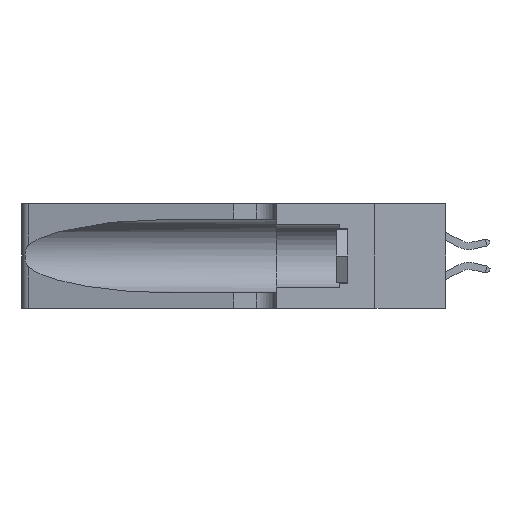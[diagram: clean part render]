
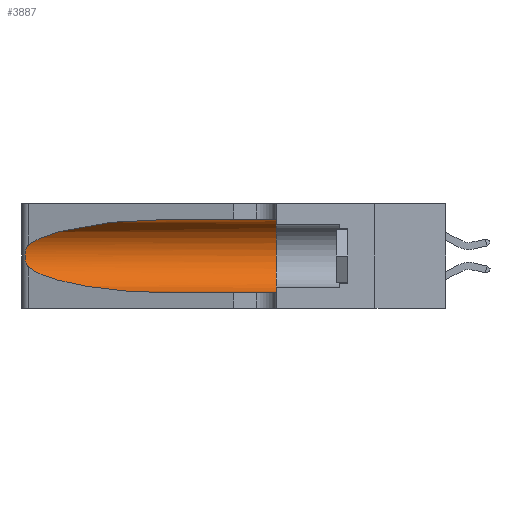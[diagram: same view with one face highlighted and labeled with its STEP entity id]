
A CAD part, left-side view. The second image highlights one B-rep face of the part: STEP entity #3887.
In plain terms, the highlighted cylindrical face has radius 3.308 mm (diameter 6.617 mm), a partial arc.
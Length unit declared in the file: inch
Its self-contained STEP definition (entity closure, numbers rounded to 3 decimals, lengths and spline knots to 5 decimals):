
#240 = CARTESIAN_POINT ( 'NONE',  ( 0.26018, 1.23835, 0.19895 ) ) ;
#561 = B_SPLINE_CURVE_WITH_KNOTS ( 'NONE', 3,
 ( #23610, #8628, #10784, #2142, #2395, #240, #25486, #8531, #15117, #19413, #27536, #4218, #12759, #4297 ),
 .UNSPECIFIED., .F., .F.,
 ( 4, 2, 2, 2, 2, 2, 4 ),
 ( 0., 0.00027, 0.00053, 0.00107, 0.0016, 0.00187, 0.00214 ),
 .UNSPECIFIED. ) ;
#842 = ORIENTED_EDGE ( 'NONE', *, *, #7115, .T. ) ;
#2091 = DIRECTION ( 'NONE',  ( 0., -1., 0. ) ) ;
#2142 = CARTESIAN_POINT ( 'NONE',  ( 0.25787, 1.23484, 0.2124 ) ) ;
#2395 = CARTESIAN_POINT ( 'NONE',  ( 0.25854, 1.2359, 0.20912 ) ) ;
#2406 = FACE_OUTER_BOUND ( 'NONE', #12771, .T. ) ;
#3328 = CARTESIAN_POINT ( 'NONE',  ( 0.25487, 1.22718, 0.22369 ) ) ;
#3349 = CARTESIAN_POINT ( 'NONE',  ( 0.2373, 1.15595, 0.08982 ) ) ;
#3887 = ADVANCED_FACE ( 'NONE', ( #2406 ), #19049, .F. ) ;
#4218 = CARTESIAN_POINT ( 'NONE',  ( 0.25639, 1.23186, 0.15144 ) ) ;
#4297 = CARTESIAN_POINT ( 'NONE',  ( 0.25487, 1.22718, 0.14631 ) ) ;
#4340 = DIRECTION ( 'NONE',  ( 0., 0., 1. ) ) ;
#4483 = CARTESIAN_POINT ( 'NONE',  ( 0.1305, 0.72297, 0.31525 ) ) ;
#4664 =( BOUNDED_CURVE ( )  B_SPLINE_CURVE ( 3, ( #22293, #13620, #24410, #3328 ),
 .UNSPECIFIED., .F., .F. ) 
 B_SPLINE_CURVE_WITH_KNOTS ( ( 4, 4 ),
 ( 1.5708, 2.84003 ),
 .UNSPECIFIED. ) 
 CURVE ( )  GEOMETRIC_REPRESENTATION_ITEM ( )  RATIONAL_B_SPLINE_CURVE ( ( 1., 0.87, 0.87, 1. ) ) 
 REPRESENTATION_ITEM ( '' )  );
#4911 = CIRCLE ( 'NONE', #14246, 0.13025 ) ;
#4959 = VERTEX_POINT ( 'NONE', #24925 ) ;
#6211 = VERTEX_POINT ( 'NONE', #20773 ) ;
#6913 = CARTESIAN_POINT ( 'NONE',  ( 0.25487, 1.22718, 0.14631 ) ) ;
#7115 = EDGE_CURVE ( 'NONE', #15316, #9714, #22045, .T. ) ;
#8166 = DIRECTION ( 'NONE',  ( 0., 0., -1. ) ) ;
#8214 = LINE ( 'NONE', #8988, #19868 ) ;
#8344 = DIRECTION ( 'NONE',  ( 0., -1., 0. ) ) ;
#8531 = CARTESIAN_POINT ( 'NONE',  ( 0.26075, 1.23896, 0.178 ) ) ;
#8628 = CARTESIAN_POINT ( 'NONE',  ( 0.25555, 1.22994, 0.2215 ) ) ;
#8988 = CARTESIAN_POINT ( 'NONE',  ( 0.1305, 1.61858, 0.31525 ) ) ;
#9714 = VERTEX_POINT ( 'NONE', #22829 ) ;
#9753 = CARTESIAN_POINT ( 'NONE',  ( 0.1305, 0.72297, 0.05475 ) ) ;
#10457 = EDGE_CURVE ( 'NONE', #18634, #16117, #8214, .T. ) ;
#10784 = CARTESIAN_POINT ( 'NONE',  ( 0.25639, 1.23184, 0.21858 ) ) ;
#11222 = ORIENTED_EDGE ( 'NONE', *, *, #26065, .F. ) ;
#11428 = EDGE_CURVE ( 'NONE', #9714, #6211, #22855, .T. ) ;
#12759 = CARTESIAN_POINT ( 'NONE',  ( 0.25555, 1.22993, 0.14849 ) ) ;
#12771 = EDGE_LOOP ( 'NONE', ( #20715, #22745, #842, #25193, #11222, #15187 ) ) ;
#12869 = DIRECTION ( 'NONE',  ( 0., 1., 0. ) ) ;
#13067 = CARTESIAN_POINT ( 'NONE',  ( 0.1305, 0.35, 0.31525 ) ) ;
#13620 = CARTESIAN_POINT ( 'NONE',  ( 0.18966, 0.96281, 0.31525 ) ) ;
#14246 = AXIS2_PLACEMENT_3D ( 'NONE', #18933, #12869, #4340 ) ;
#14389 = EDGE_CURVE ( 'NONE', #18634, #4959, #4664, .T. ) ;
#14494 = CARTESIAN_POINT ( 'NONE',  ( 0.1305, 1.61858, 0.185 ) ) ;
#14812 = CARTESIAN_POINT ( 'NONE',  ( 0.1305, 1.61858, 0.05475 ) ) ;
#15117 = CARTESIAN_POINT ( 'NONE',  ( 0.26017, 1.23833, 0.17102 ) ) ;
#15130 = AXIS2_PLACEMENT_3D ( 'NONE', #14494, #8344, #8166 ) ;
#15187 = ORIENTED_EDGE ( 'NONE', *, *, #10457, .F. ) ;
#15316 = VERTEX_POINT ( 'NONE', #6913 ) ;
#16117 = VERTEX_POINT ( 'NONE', #13067 ) ;
#17133 = VECTOR ( 'NONE', #2091, 39.37008 ) ;
#18194 = CARTESIAN_POINT ( 'NONE',  ( 0.18966, 0.96281, 0.05475 ) ) ;
#18203 = EDGE_CURVE ( 'NONE', #4959, #15316, #561, .T. ) ;
#18634 = VERTEX_POINT ( 'NONE', #4483 ) ;
#18933 = CARTESIAN_POINT ( 'NONE',  ( 0.1305, 0.35, 0.185 ) ) ;
#19049 = CYLINDRICAL_SURFACE ( 'NONE', #15130, 0.13025 ) ;
#19413 = CARTESIAN_POINT ( 'NONE',  ( 0.25856, 1.23593, 0.16098 ) ) ;
#19868 = VECTOR ( 'NONE', #27518, 39.37008 ) ;
#20715 = ORIENTED_EDGE ( 'NONE', *, *, #14389, .T. ) ;
#20773 = CARTESIAN_POINT ( 'NONE',  ( 0.1305, 0.35, 0.05475 ) ) ;
#22045 =( BOUNDED_CURVE ( )  B_SPLINE_CURVE ( 3, ( #22508, #3349, #18194, #9753 ),
 .UNSPECIFIED., .F., .F. ) 
 B_SPLINE_CURVE_WITH_KNOTS ( ( 4, 4 ),
 ( 3.44316, 4.71239 ),
 .UNSPECIFIED. ) 
 CURVE ( )  GEOMETRIC_REPRESENTATION_ITEM ( )  RATIONAL_B_SPLINE_CURVE ( ( 1., 0.87, 0.87, 1. ) ) 
 REPRESENTATION_ITEM ( '' )  );
#22293 = CARTESIAN_POINT ( 'NONE',  ( 0.1305, 0.72297, 0.31525 ) ) ;
#22508 = CARTESIAN_POINT ( 'NONE',  ( 0.25487, 1.22718, 0.14631 ) ) ;
#22745 = ORIENTED_EDGE ( 'NONE', *, *, #18203, .T. ) ;
#22829 = CARTESIAN_POINT ( 'NONE',  ( 0.1305, 0.72297, 0.05475 ) ) ;
#22855 = LINE ( 'NONE', #14812, #17133 ) ;
#23610 = CARTESIAN_POINT ( 'NONE',  ( 0.25487, 1.22718, 0.22369 ) ) ;
#24410 = CARTESIAN_POINT ( 'NONE',  ( 0.2373, 1.15595, 0.28018 ) ) ;
#24925 = CARTESIAN_POINT ( 'NONE',  ( 0.25487, 1.22718, 0.22369 ) ) ;
#25193 = ORIENTED_EDGE ( 'NONE', *, *, #11428, .T. ) ;
#25486 = CARTESIAN_POINT ( 'NONE',  ( 0.26075, 1.23896, 0.19203 ) ) ;
#26065 = EDGE_CURVE ( 'NONE', #16117, #6211, #4911, .T. ) ;
#27518 = DIRECTION ( 'NONE',  ( 0., -1., 0. ) ) ;
#27536 = CARTESIAN_POINT ( 'NONE',  ( 0.25789, 1.23486, 0.15765 ) ) ;
